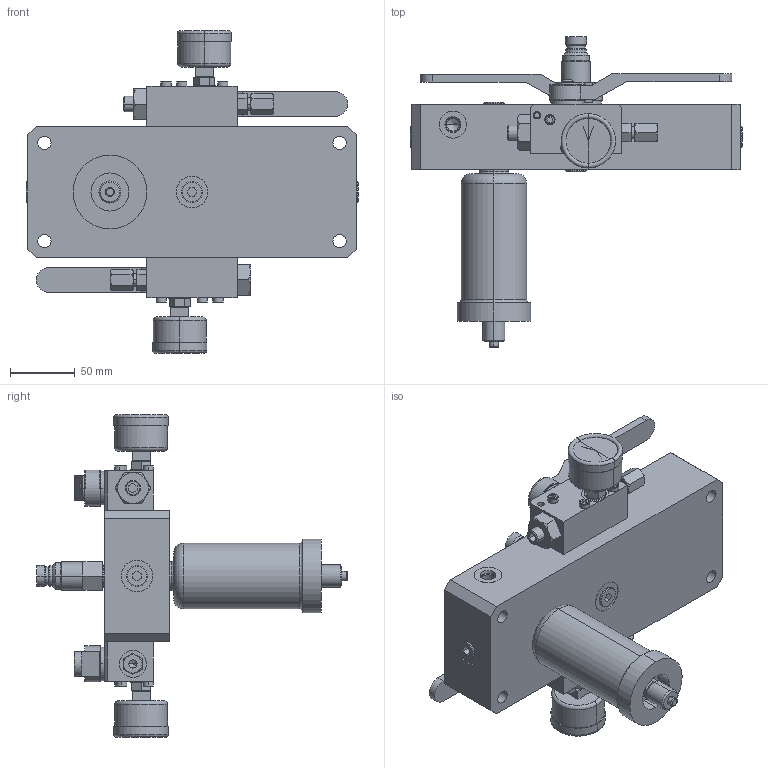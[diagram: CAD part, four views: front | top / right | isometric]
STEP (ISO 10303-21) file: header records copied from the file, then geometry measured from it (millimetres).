
FILE_DESCRIPTION((''),'2;1');
FILE_NAME('ILC56000402','2018-01-11T',('gar'),(''),'PRO/ENGINEER BY PARAMETRIC TECHNOLOGY CORPORATION, 2013320','PRO/ENGINEER BY PARAMETRIC TECHNOLOGY CORPORATION, 2013320','');
FILE_SCHEMA(('AUTOMOTIVE_DESIGN { 1 0 10303 214 1 1 1 1 }'));
Length unit declared in the file: inch
Products named in the file (5): ILC56000402_PLATE; ILC56000402_70101703; ILC56000402_70101700; ILC56000402_72212155; ILC56000402
Assembly tree (5 placements, depth 2):
  ILC56000402
    ILC56000402_PLATE
    ILC56000402_70101703
    ILC56000402_70101700
    ILC56000402_72212155  x2
Bounding box: 257 x 240.59 x 249.33 mm (x, y, z)
Volume: 1816055.5 mm3; surface area: 212877 mm2
Topology: 9 solids, 25 shells, 861 faces, 1930 edges, 1199 vertices
Faces by surface type: plane 371, cylinder 274, cone 184, torus 28, bspline 4
Entity records: 24588 total; most frequent: CARTESIAN_POINT 4293, DIRECTION 4148, ORIENTED_EDGE 3548, EDGE_CURVE 1795, AXIS2_PLACEMENT_3D 1604, VERTEX_POINT 1134, EDGE_LOOP 948, VECTOR 940
